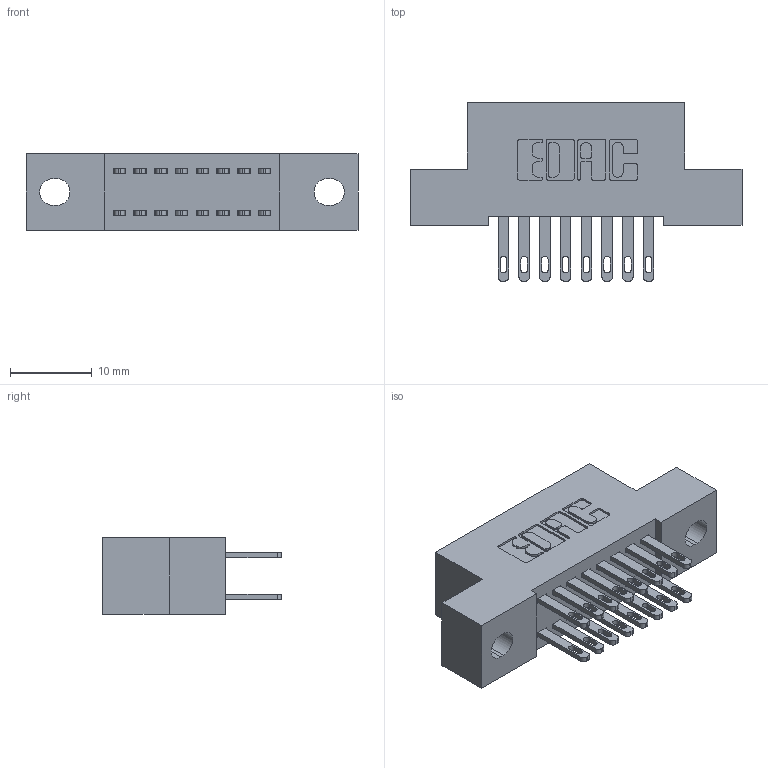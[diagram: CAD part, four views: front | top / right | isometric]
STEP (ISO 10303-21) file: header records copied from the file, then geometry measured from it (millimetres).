
FILE_DESCRIPTION (( 'STEP AP203' ), '1' );
FILE_NAME ('342-016-500-202.STEP', '2018-08-10T19:16:20', ( '' ), ( '' ), 'SwSTEP 2.0', 'SolidWorks 2016', '' );
FILE_SCHEMA (( 'CONFIG_CONTROL_DESIGN' ));
Length unit declared in the file: inch
Products named in the file (3): 345-292-001_345-293-100; 342-016-500-202; 342 Part_.128 Slot
Assembly tree (17 placements, depth 2):
  342-016-500-202
    342 Part_.128 Slot
    345-292-001_345-293-100  x16
Bounding box: 40.64 x 21.85 x 9.4 mm (x, y, z)
Volume: 3487.3 mm3; surface area: 4751.4 mm2
Topology: 17 solids, 17 shells, 882 faces, 2663 edges, 1774 vertices
Faces by surface type: plane 550, cylinder 332
Entity records: 9477 total; most frequent: CARTESIAN_POINT 1610, ORIENTED_EDGE 1546, DIRECTION 1437, EDGE_CURVE 773, LINE 641, VECTOR 641, VERTEX_POINT 514, AXIS2_PLACEMENT_3D 398
